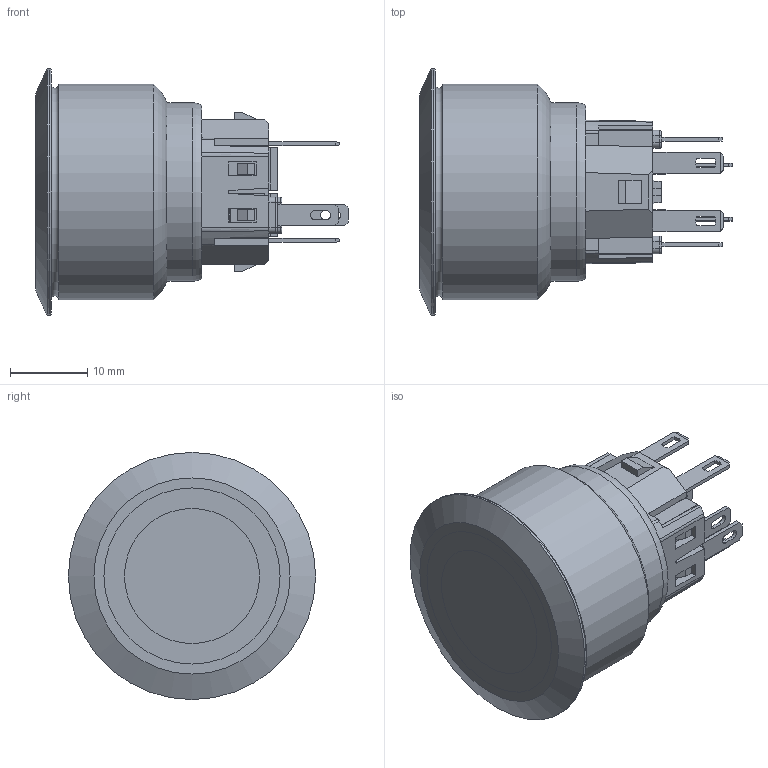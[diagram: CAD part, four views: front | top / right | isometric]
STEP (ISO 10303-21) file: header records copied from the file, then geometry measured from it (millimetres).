
FILE_DESCRIPTION(/* description */ (''),/* implementation_level */ '2;1');
FILE_NAME(/* name */ 'PV9F2Y0xx-3Rx.stp',/* time_stamp */ '2025-12-17T10:08:29-06:00',/* author */ ('mwilliams'),/* organization */ (''),/* preprocessor_version */ 'ST-DEVELOPER v18.1',/* originating_system */ 'Autodesk Inventor 2022',/* authorisation */ '');
FILE_SCHEMA (('AUTOMOTIVE_DESIGN { 1 0 10303 214 3 1 1 }'));
Length unit declared in the file: inch
Products named in the file (1): 100131581_Simplify_1
Bounding box: 40.5 x 32 x 32 mm (x, y, z)
Volume: 13326.6 mm3; surface area: 6658.7 mm2
Topology: 1 solids, 1 shells, 1061 faces, 3067 edges, 1982 vertices
Faces by surface type: plane 913, bspline 121, torus 20, cylinder 6, cone 1
Full cylindrical faces by diameter (mm): 17.5 x1, 21 x1, 22.8 x1, 23.1 x1, 27.9 x1, 32 x1
Entity records: 39076 total; most frequent: CARTESIAN_POINT 11642, ORIENTED_EDGE 6150, DIRECTION 4877, EDGE_CURVE 3075, LINE 2791, VECTOR 2791, VERTEX_POINT 1990, EDGE_LOOP 1127
